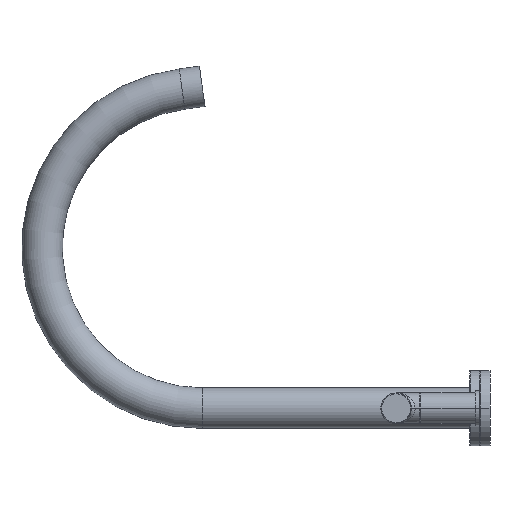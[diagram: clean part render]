
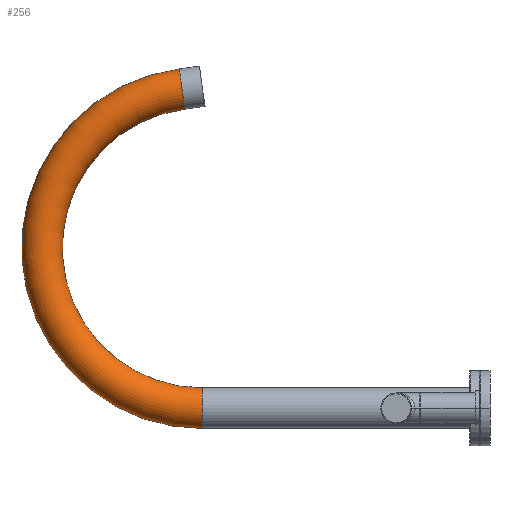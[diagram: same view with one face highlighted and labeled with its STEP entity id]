
A CAD part, left-side view. The second image highlights one B-rep face of the part: STEP entity #256.
In plain terms, the highlighted toroidal (fillet/blend) face has major radius 100.034 mm and minor radius 12.7 mm.
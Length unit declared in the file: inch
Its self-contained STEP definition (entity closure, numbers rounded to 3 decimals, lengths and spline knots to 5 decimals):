
#50=CARTESIAN_POINT('',(0.,7.00391,7.34981));
#51=CARTESIAN_POINT('',(-0.01745,7.00391,7.34981));
#52=CARTESIAN_POINT('',(-0.05236,7.00432,7.3516));
#53=CARTESIAN_POINT('',(-0.10414,7.00533,7.35974));
#54=CARTESIAN_POINT('',(-0.15478,7.00714,7.37318));
#55=CARTESIAN_POINT('',(-0.20373,7.00962,7.39181));
#56=CARTESIAN_POINT('',(-0.25045,7.01276,7.4154));
#57=CARTESIAN_POINT('',(-0.29442,7.01653,7.44371));
#58=CARTESIAN_POINT('',(-0.33517,7.02089,7.47642));
#59=CARTESIAN_POINT('',(-0.37225,7.02579,7.51317));
#60=CARTESIAN_POINT('',(-0.40524,7.03117,7.55356));
#61=CARTESIAN_POINT('',(-0.4338,7.03699,7.59715));
#62=CARTESIAN_POINT('',(-0.45761,7.04316,7.64346));
#63=CARTESIAN_POINT('',(-0.4764,7.04964,7.69198));
#64=CARTESIAN_POINT('',(-0.48997,7.05634,7.74218));
#65=CARTESIAN_POINT('',(-0.49817,7.0632,7.79351));
#66=CARTESIAN_POINT('',(-0.50091,7.07013,7.84541));
#67=CARTESIAN_POINT('',(-0.49817,7.07707,7.89731));
#68=CARTESIAN_POINT('',(-0.48997,7.08393,7.94864));
#69=CARTESIAN_POINT('',(-0.4764,7.09065,7.99885));
#70=CARTESIAN_POINT('',(-0.45761,7.09714,8.04736));
#71=CARTESIAN_POINT('',(-0.4338,7.10333,8.09367));
#72=CARTESIAN_POINT('',(-0.40525,7.10917,8.13726));
#73=CARTESIAN_POINT('',(-0.37225,7.11458,8.17764));
#74=CARTESIAN_POINT('',(-0.33517,7.1195,8.21439));
#75=CARTESIAN_POINT('',(-0.29443,7.12388,8.2471));
#76=CARTESIAN_POINT('',(-0.25045,7.12767,8.2754));
#77=CARTESIAN_POINT('',(-0.20373,7.13083,8.29899));
#78=CARTESIAN_POINT('',(-0.15479,7.13333,8.31761));
#79=CARTESIAN_POINT('',(-0.10414,7.13512,8.33107));
#80=CARTESIAN_POINT('',(-0.05236,7.13626,8.33919));
#81=CARTESIAN_POINT('',(-0.01745,7.13636,8.34102));
#82=CARTESIAN_POINT('',(0.,7.13636,8.34102));
#88=CARTESIAN_POINT('',(0.,6.575,0.));
#89=DIRECTION('',(0.,1.,0.));
#90=DIRECTION('',(0.,0.,-1.));
#91=AXIS2_PLACEMENT_3D('',#88,#89,#90);
#93=CARTESIAN_POINT('',(0.,6.575,3.93833));
#94=DIRECTION('',(1.,0.,0.));
#95=DIRECTION('',(0.,0.,-1.));
#96=AXIS2_PLACEMENT_3D('',#93,#94,#95);
#169=CARTESIAN_POINT('',(0.,6.575,3.93833));
#170=DIRECTION('',(1.,0.,0.));
#171=DIRECTION('',(0.,0.,-1.));
#172=AXIS2_PLACEMENT_3D('',#169,#170,#171);
#186=CARTESIAN_POINT('',(0.,6.575,0.5));
#187=CARTESIAN_POINT('',(0.,6.575,-0.5));
#188=VERTEX_POINT('',#186);
#189=VERTEX_POINT('',#187);
#190=CARTESIAN_POINT('',(0.,7.00391,7.34981));
#191=VERTEX_POINT('',#190);
#192=CARTESIAN_POINT('',(0.,7.13636,8.34102));
#193=VERTEX_POINT('',#192);
#242=CARTESIAN_POINT('',(0.,6.575,3.93833));
#243=DIRECTION('',(1.,0.,0.));
#244=DIRECTION('',(0.,0.,1.));
#245=AXIS2_PLACEMENT_3D('',#242,#243,#244);
#246=TOROIDAL_SURFACE('',#245,3.93833,0.5);
#248=ORIENTED_EDGE('',*,*,#247,.F.);
#250=ORIENTED_EDGE('',*,*,#249,.T.);
#251=ORIENTED_EDGE('',*,*,#236,.F.);
#253=ORIENTED_EDGE('',*,*,#252,.F.);
#254=EDGE_LOOP('',(#248,#250,#251,#253));
#255=FACE_OUTER_BOUND('',#254,.F.);
#256=ADVANCED_FACE('',(#255),#246,.T.);
#83=B_SPLINE_CURVE_WITH_KNOTS('',3,(#50,#51,#52,#53,#54,#55,#56,#57,#58,#59,#60,
#61,#62,#63,#64,#65,#66,#67,#68,#69,#70,#71,#72,#73,#74,#75,#76,#77,#78,#79,#80,
#81,#82),.UNSPECIFIED.,.F.,.F.,(4,1,1,1,1,1,1,1,1,1,1,1,1,1,1,1,1,1,1,1,1,1,1,1,
1,1,1,1,1,1,4),(0.,0.03333,0.06667,0.1,
0.13333,0.16667,0.2,0.23333,0.26667,
0.3,0.33333,0.36667,0.4,0.43333,
0.46667,0.5,0.53333,0.56667,0.6,
0.63333,0.66667,0.7,0.73333,0.76667,
0.8,0.83333,0.86667,0.9,0.93333,
0.96667,1.),.UNSPECIFIED.);
#92=CIRCLE('',#91,0.5);
#97=CIRCLE('',#96,4.43833);
#173=CIRCLE('',#172,3.43833);
#236=EDGE_CURVE('',#191,#193,#83,.T.);
#247=EDGE_CURVE('',#189,#188,#92,.T.);
#249=EDGE_CURVE('',#189,#193,#97,.T.);
#252=EDGE_CURVE('',#188,#191,#173,.T.);
